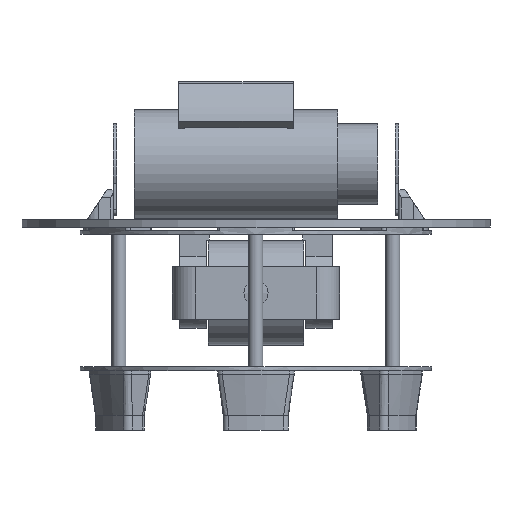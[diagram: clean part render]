
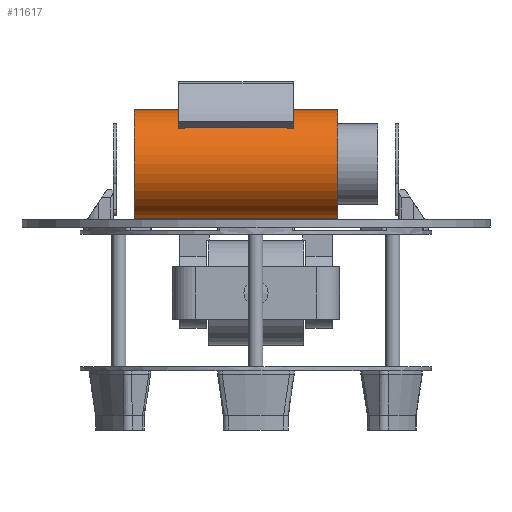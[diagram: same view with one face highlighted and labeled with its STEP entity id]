
A CAD part, front view. The second image highlights one B-rep face of the part: STEP entity #11617.
In plain terms, the highlighted cylindrical face has radius 46.32 mm (diameter 92.64 mm), a full revolution.
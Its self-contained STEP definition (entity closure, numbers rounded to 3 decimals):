
#653=LINE('',#16821,#1558);
#1558=VECTOR('',#13546,46.32);
#2463=CYLINDRICAL_SURFACE('',#12347,46.32);
#2749=FACE_OUTER_BOUND('',#3412,.T.);
#3412=EDGE_LOOP('',(#7758,#7759,#7760,#7761));
#4238=CIRCLE('',#12346,46.32);
#4239=CIRCLE('',#12348,46.32);
#4788=VERTEX_POINT('',#16816);
#4789=VERTEX_POINT('',#16819);
#5966=EDGE_CURVE('',#4788,#4788,#4238,.T.);
#5967=EDGE_CURVE('',#4789,#4789,#4239,.T.);
#5968=EDGE_CURVE('',#4789,#4788,#653,.T.);
#7758=ORIENTED_EDGE('',*,*,#5967,.F.);
#7759=ORIENTED_EDGE('',*,*,#5968,.T.);
#7760=ORIENTED_EDGE('',*,*,#5966,.T.);
#7761=ORIENTED_EDGE('',*,*,#5968,.F.);
#11617=ADVANCED_FACE('',(#2749),#2463,.T.);
#12346=AXIS2_PLACEMENT_3D('',#16817,#13540,#13541);
#12347=AXIS2_PLACEMENT_3D('',#16818,#13542,#13543);
#12348=AXIS2_PLACEMENT_3D('',#16820,#13544,#13545);
#13540=DIRECTION('center_axis',(1.,0.,0.));
#13541=DIRECTION('ref_axis',(0.,-1.,0.));
#13542=DIRECTION('center_axis',(1.,0.,0.));
#13543=DIRECTION('ref_axis',(0.,-1.,0.));
#13544=DIRECTION('center_axis',(1.,0.,0.));
#13545=DIRECTION('ref_axis',(0.,-1.,0.));
#13546=DIRECTION('',(-1.,0.,0.));
#16816=CARTESIAN_POINT('',(-84.429,46.32,56.906));
#16817=CARTESIAN_POINT('Origin',(-84.429,0.,
56.906));
#16818=CARTESIAN_POINT('Origin',(2.571,0.,
56.906));
#16819=CARTESIAN_POINT('',(89.571,46.32,56.906));
#16820=CARTESIAN_POINT('Origin',(89.571,0.,
56.906));
#16821=CARTESIAN_POINT('',(2.571,46.32,56.906));
